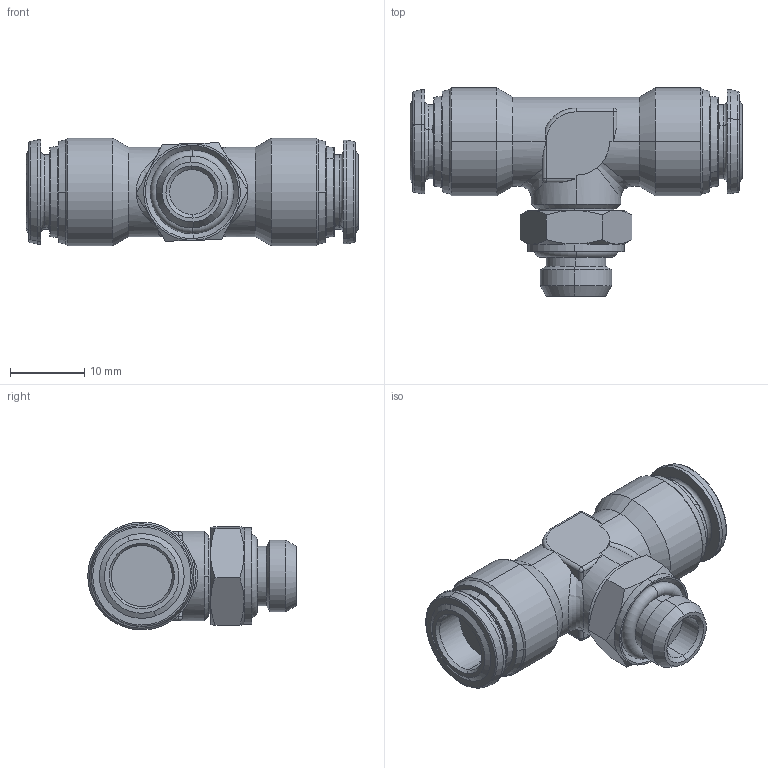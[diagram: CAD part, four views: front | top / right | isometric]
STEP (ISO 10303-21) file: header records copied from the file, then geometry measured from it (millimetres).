
FILE_DESCRIPTION (( 'STEP AP214' ), '1' );
FILE_NAME ('6021500005.step', '2012-10-16T16:34:45', ( '' ), ( '' ), 'SwSTEP 2.0', 'SolidWorks 2012', '' );
FILE_SCHEMA (( 'AUTOMOTIVE_DESIGN' ));
Length unit declared in the file: millimetre
Products named in the file (1): 6021500005
Bounding box: 44.6 x 28 x 14.5 mm (x, y, z)
Volume: 7017.8 mm3; surface area: 3640.7 mm2
Topology: 1 solids, 1 shells, 189 faces, 438 edges, 258 vertices
Faces by surface type: cone 58, plane 50, cylinder 49, torus 26, sphere 4, bspline 2
Entity records: 7759 total; most frequent: CARTESIAN_POINT 1332, DIRECTION 974, ORIENTED_EDGE 868, EDGE_CURVE 434, AXIS2_PLACEMENT_3D 412, VERTEX_POINT 258, CIRCLE 224, EDGE_LOOP 208
